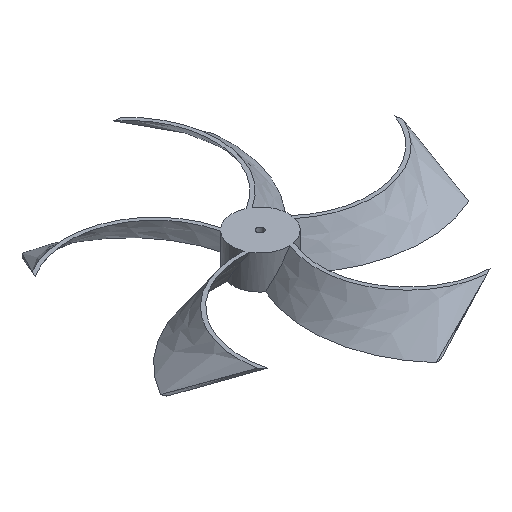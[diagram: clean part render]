
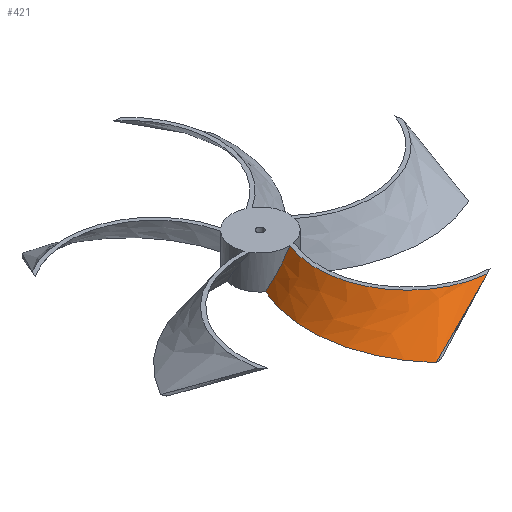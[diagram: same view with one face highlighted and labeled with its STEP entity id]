
A CAD part, isometric view. The second image highlights one B-rep face of the part: STEP entity #421.
In plain terms, the highlighted free-form (B-spline) face has degree [3, 3] with [7, 4] control points.
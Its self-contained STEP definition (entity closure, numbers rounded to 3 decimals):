
#24=B_SPLINE_CURVE_WITH_KNOTS('',3,(#788,#789,#790,#791,#792,#793,#794,
#795,#796,#797,#798,#799,#800,#801,#802,#803,#804,#805,#806,#807,#808,#809,
#810,#811,#812,#813,#814,#815),.UNSPECIFIED.,.F.,.F.,(4,3,3,3,3,3,3,3,3,
4),(0.,0.152,0.316,0.449,0.518,
0.64,0.749,0.853,0.951,1.042),
 .UNSPECIFIED.);
#40=B_SPLINE_SURFACE_WITH_KNOTS('',3,3,((#1108,#1109,#1110,#1111),(#1112,
#1113,#1114,#1115),(#1116,#1117,#1118,#1119),(#1120,#1121,#1122,#1123),
(#1124,#1125,#1126,#1127),(#1128,#1129,#1130,#1131),(#1132,#1133,#1134,
#1135)),.UNSPECIFIED.,.F.,.F.,.F.,(4,1,1,1,4),(4,4),(0.,
0.286,0.429,0.714,1.),(0.,
1.),.UNSPECIFIED.);
#64=FACE_OUTER_BOUND('',#89,.T.);
#89=EDGE_LOOP('',(#373,#374,#375,#376));
#113=LINE('',#1136,#134);
#134=VECTOR('',#582,20.798);
#147=CIRCLE('',#452,24.);
#168=CIRCLE('',#475,36.);
#182=VERTEX_POINT('',#613);
#183=VERTEX_POINT('',#615);
#197=VERTEX_POINT('',#786);
#210=VERTEX_POINT('',#842);
#224=EDGE_CURVE('',#182,#183,#147,.T.);
#244=EDGE_CURVE('',#197,#182,#24,.T.);
#259=EDGE_CURVE('',#197,#210,#168,.T.);
#271=EDGE_CURVE('',#183,#210,#113,.T.);
#373=ORIENTED_EDGE('',*,*,#244,.F.);
#374=ORIENTED_EDGE('',*,*,#259,.T.);
#375=ORIENTED_EDGE('',*,*,#271,.F.);
#376=ORIENTED_EDGE('',*,*,#224,.F.);
#421=ADVANCED_FACE('',(#64),#40,.F.);
#452=AXIS2_PLACEMENT_3D('',#616,#508,#509);
#475=AXIS2_PLACEMENT_3D('',#844,#564,#565);
#508=DIRECTION('center_axis',(0.,0.,1.));
#509=DIRECTION('ref_axis',(-0.928,0.374,0.));
#564=DIRECTION('center_axis',(0.,0.,1.));
#565=DIRECTION('ref_axis',(-0.914,0.406,0.));
#582=DIRECTION('',(-0.873,-0.224,-0.433));
#613=CARTESIAN_POINT('',(0.391,-7.49,9.));
#615=CARTESIAN_POINT('',(20.001,-40.311,9.));
#616=CARTESIAN_POINT('Origin',(22.652,-16.458,9.));
#786=CARTESIAN_POINT('',(-4.577,-5.941,0.));
#788=CARTESIAN_POINT('Ctrl Pts',(-4.577,-5.941,0.));
#789=CARTESIAN_POINT('Ctrl Pts',(-4.373,-6.099,0.436));
#790=CARTESIAN_POINT('Ctrl Pts',(-4.161,-6.245,0.875));
#791=CARTESIAN_POINT('Ctrl Pts',(-3.944,-6.38,1.314));
#792=CARTESIAN_POINT('Ctrl Pts',(-3.708,-6.525,1.79));
#793=CARTESIAN_POINT('Ctrl Pts',(-3.465,-6.657,2.266));
#794=CARTESIAN_POINT('Ctrl Pts',(-3.217,-6.775,2.743));
#795=CARTESIAN_POINT('Ctrl Pts',(-3.016,-6.87,3.126));
#796=CARTESIAN_POINT('Ctrl Pts',(-2.812,-6.957,3.51));
#797=CARTESIAN_POINT('Ctrl Pts',(-2.604,-7.033,3.893));
#798=CARTESIAN_POINT('Ctrl Pts',(-2.496,-7.073,4.092));
#799=CARTESIAN_POINT('Ctrl Pts',(-2.387,-7.111,4.292));
#800=CARTESIAN_POINT('Ctrl Pts',(-2.277,-7.146,4.491));
#801=CARTESIAN_POINT('Ctrl Pts',(-2.083,-7.208,4.842));
#802=CARTESIAN_POINT('Ctrl Pts',(-1.885,-7.262,5.194));
#803=CARTESIAN_POINT('Ctrl Pts',(-1.684,-7.309,5.546));
#804=CARTESIAN_POINT('Ctrl Pts',(-1.504,-7.35,5.862));
#805=CARTESIAN_POINT('Ctrl Pts',(-1.322,-7.385,6.177));
#806=CARTESIAN_POINT('Ctrl Pts',(-1.138,-7.413,6.491));
#807=CARTESIAN_POINT('Ctrl Pts',(-0.961,-7.44,6.792));
#808=CARTESIAN_POINT('Ctrl Pts',(-0.783,-7.461,7.092));
#809=CARTESIAN_POINT('Ctrl Pts',(-0.603,-7.476,7.391));
#810=CARTESIAN_POINT('Ctrl Pts',(-0.433,-7.49,7.673));
#811=CARTESIAN_POINT('Ctrl Pts',(-0.262,-7.498,7.954));
#812=CARTESIAN_POINT('Ctrl Pts',(-0.089,-7.5,
8.233));
#813=CARTESIAN_POINT('Ctrl Pts',(0.07,-7.501,8.49));
#814=CARTESIAN_POINT('Ctrl Pts',(0.23,-7.498,8.746));
#815=CARTESIAN_POINT('Ctrl Pts',(0.391,-7.49,9.));
#842=CARTESIAN_POINT('',(1.837,-44.962,0.));
#844=CARTESIAN_POINT('Origin',(28.316,-20.572,0.));
#1108=CARTESIAN_POINT('Ctrl Pts',(0.391,-7.49,9.));
#1109=CARTESIAN_POINT('Ctrl Pts',(-1.265,-6.974,6.));
#1110=CARTESIAN_POINT('Ctrl Pts',(-2.921,-6.458,3.));
#1111=CARTESIAN_POINT('Ctrl Pts',(-4.577,-5.941,0.));
#1112=CARTESIAN_POINT('Ctrl Pts',(-1.183,-11.397,9.));
#1113=CARTESIAN_POINT('Ctrl Pts',(-2.851,-10.792,6.));
#1114=CARTESIAN_POINT('Ctrl Pts',(-4.53,-10.189,3.));
#1115=CARTESIAN_POINT('Ctrl Pts',(-6.198,-9.584,0.));
#1116=CARTESIAN_POINT('Ctrl Pts',(-1.954,-17.885,9.));
#1117=CARTESIAN_POINT('Ctrl Pts',(-3.874,-17.076,6.));
#1118=CARTESIAN_POINT('Ctrl Pts',(-5.79,-16.265,3.));
#1119=CARTESIAN_POINT('Ctrl Pts',(-7.709,-15.455,0.));
#1120=CARTESIAN_POINT('Ctrl Pts',(0.929,-28.116,9.));
#1121=CARTESIAN_POINT('Ctrl Pts',(-1.961,-27.229,6.));
#1122=CARTESIAN_POINT('Ctrl Pts',(-4.853,-26.345,3.));
#1123=CARTESIAN_POINT('Ctrl Pts',(-7.743,-25.458,0.));
#1124=CARTESIAN_POINT('Ctrl Pts',(7.691,-36.66,9.));
#1125=CARTESIAN_POINT('Ctrl Pts',(3.366,-36.194,6.));
#1126=CARTESIAN_POINT('Ctrl Pts',(-0.959,-35.726,
3.));
#1127=CARTESIAN_POINT('Ctrl Pts',(-5.284,-35.26,0.));
#1128=CARTESIAN_POINT('Ctrl Pts',(15.814,-39.846,9.));
#1129=CARTESIAN_POINT('Ctrl Pts',(10.253,-40.572,6.));
#1130=CARTESIAN_POINT('Ctrl Pts',(4.696,-41.304,3.));
#1131=CARTESIAN_POINT('Ctrl Pts',(-0.864,-42.03,0.));
#1132=CARTESIAN_POINT('Ctrl Pts',(20.001,-40.311,9.));
#1133=CARTESIAN_POINT('Ctrl Pts',(13.946,-41.862,6.));
#1134=CARTESIAN_POINT('Ctrl Pts',(7.891,-43.412,3.));
#1135=CARTESIAN_POINT('Ctrl Pts',(1.837,-44.962,0.));
#1136=CARTESIAN_POINT('',(20.001,-40.311,9.));
